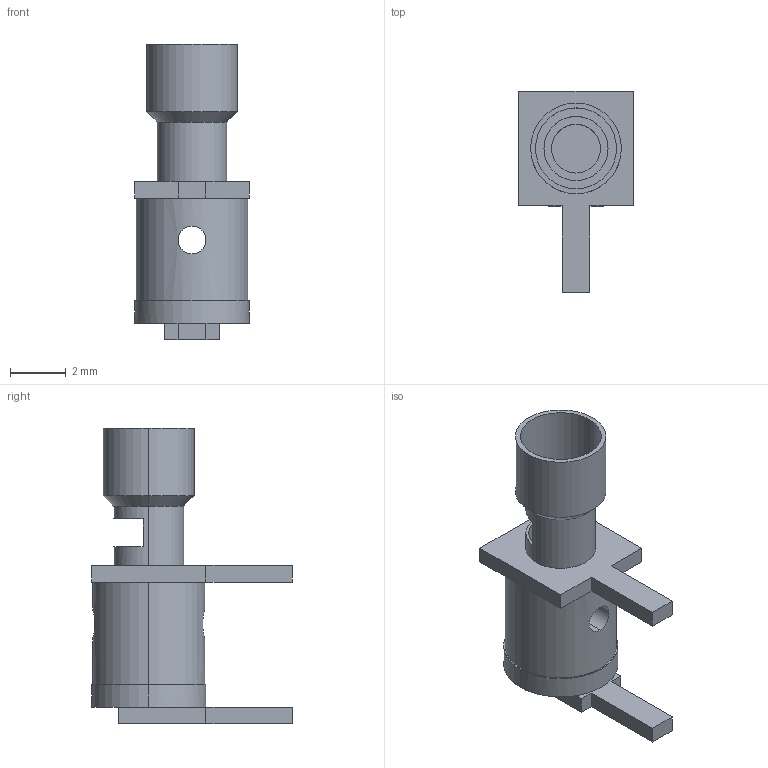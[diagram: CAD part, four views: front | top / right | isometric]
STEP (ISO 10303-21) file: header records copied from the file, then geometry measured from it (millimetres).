
FILE_DESCRIPTION (( 'STEP AP214' ), '1' );
FILE_NAME ('LCCN45883_3D.step', '2023-05-05T20:55:21', ( '' ), ( '' ), 'SwSTEP 2.0', 'SolidWorks 2022', '' );
FILE_SCHEMA (( 'AUTOMOTIVE_DESIGN' ));
Length unit declared in the file: millimetre
Products named in the file (1): LCCN45883_3D
Bounding box: 4.1 x 7.2 x 10.6 mm (x, y, z)
Volume: 67.8 mm3; surface area: 240.7 mm2
Topology: 1 solids, 1 shells, 55 faces, 130 edges, 84 vertices
Faces by surface type: plane 31, cylinder 20, cone 4
Entity records: 1686 total; most frequent: CARTESIAN_POINT 346, DIRECTION 274, ORIENTED_EDGE 260, EDGE_CURVE 130, AXIS2_PLACEMENT_3D 96, VERTEX_POINT 84, LINE 82, VECTOR 82
